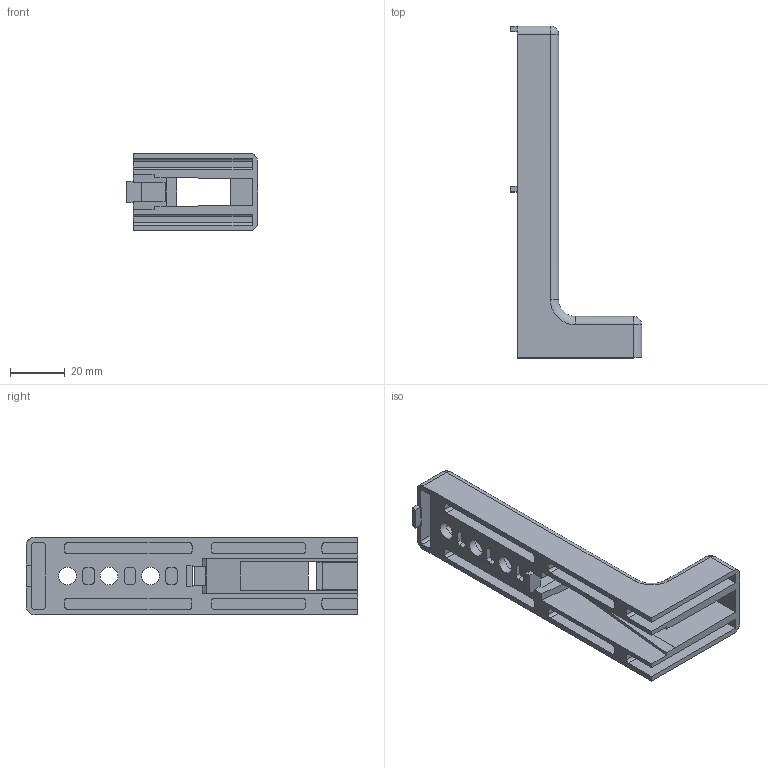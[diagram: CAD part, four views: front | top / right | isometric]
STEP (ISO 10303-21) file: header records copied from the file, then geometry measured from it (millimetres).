
FILE_DESCRIPTION(/* description */ ('Alibre Inc.'),/* implementation_level */ '2;1');
FILE_NAME(/* name */ 'export-12189E56-3BC2-4904-99CF-ACA9501B3148',/* time_stamp */ '2022-03-14T15:16:29+01:00',/* author */ (''),/* organization */ (''),/* preprocessor_version */ 'ST-DEVELOPER v17',/* originating_system */ 'Alibre',/* authorisation */ '');
FILE_SCHEMA (('AUTOMOTIVE_DESIGN'));
Length unit declared in the file: millimetre
Products named in the file (1): _093B1201N08Sp1
Bounding box: 47.83 x 120.84 x 28.2 mm (x, y, z)
Volume: 27699.9 mm3; surface area: 24404.2 mm2
Topology: 1 solids, 1 shells, 149 faces, 421 edges, 274 vertices
Faces by surface type: plane 89, cylinder 54, bspline 4, torus 2
Full cylindrical faces by diameter (mm): 6.54 x3
Entity records: 16803 total; most frequent: CARTESIAN_POINT 12786, ORIENTED_EDGE 834, DIRECTION 722, EDGE_CURVE 417, VECTOR 299, LINE 299, VERTEX_POINT 274, AXIS2_PLACEMENT_3D 257
